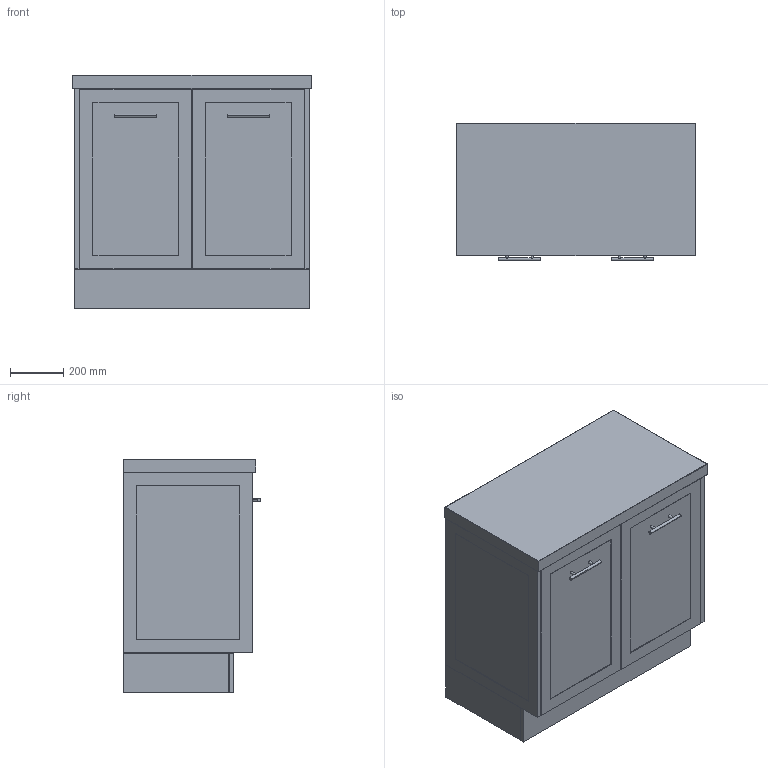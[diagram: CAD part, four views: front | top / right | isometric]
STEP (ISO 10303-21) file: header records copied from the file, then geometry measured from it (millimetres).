
FILE_DESCRIPTION(/* description */ (''),/* implementation_level */ '2;1');
FILE_NAME(/* name */ 'Kado Lux All-Door FM 900 (50MM)',/* time_stamp */ '2025-07-09T14:55:41+10:00',/* author */ (''),/* organization */ (''),/* preprocessor_version */ 'ST-DEVELOPER v16.5',/* originating_system */ '',/* authorisation */ '');
FILE_SCHEMA (('AUTOMOTIVE_DESIGN'));
Length unit declared in the file: millimetre
Products named in the file (9): Document; Kado Lux All-Door FM 900 (50MM); Kado Lux All-Door (Floor Mount)2526; Kado Lux All-Door FM ALL2324; Kado Lux All-Door FM 900 Carcass13; Cross Bar Handle 969101112; Kado Lux All-Door FM 900 Carcass23; Blank Benchtops ALL141516171819202122; 900 Benchtop (50mm)6
Assembly tree (9 placements, depth 6):
  Document
    Kado Lux All-Door FM 900 (50MM)
      Kado Lux All-Door (Floor Mount)2526
        Kado Lux All-Door FM ALL2324
          Kado Lux All-Door FM 900 Carcass13
            Cross Bar Handle 969101112  x2
            Kado Lux All-Door FM 900 Carcass23
      Blank Benchtops ALL141516171819202122
        900 Benchtop (50mm)6
Bounding box: 900 x 518 x 880 mm (x, y, z)
Volume: 97556371.9 mm3; surface area: 7359238.5 mm2
Topology: 12 solids, 12 shells, 130 faces, 273 edges, 166 vertices
Faces by surface type: plane 93, cylinder 23, bspline 14
Entity records: 3410 total; most frequent: CARTESIAN_POINT 1307, ORIENTED_EDGE 478, EDGE_CURVE 239, B_SPLINE_CURVE_WITH_KNOTS 207, VERTEX_POINT 150, DIRECTION 148, AXIS2_PLACEMENT_3D 127, EDGE_LOOP 121
